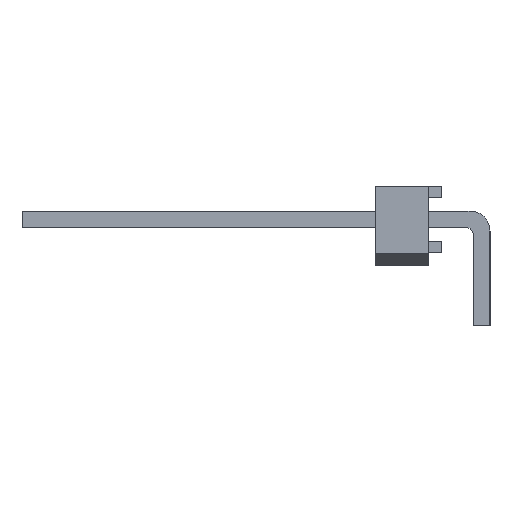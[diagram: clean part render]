
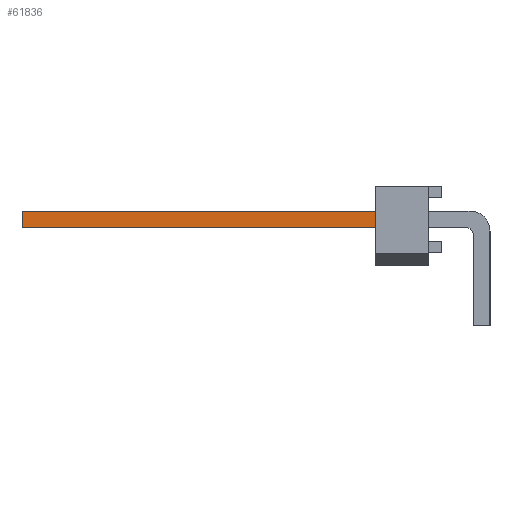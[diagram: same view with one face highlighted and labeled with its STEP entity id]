
A CAD part, left-side view. The second image highlights one B-rep face of the part: STEP entity #61836.
In plain terms, the highlighted face is planar.
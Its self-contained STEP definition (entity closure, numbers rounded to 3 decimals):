
#59269 = VERTEX_POINT('',#59270);
#59270 = CARTESIAN_POINT('',(51.118,17.526,-0.318));
#59276 = EDGE_CURVE('',#59277,#59269,#59279,.T.);
#59277 = VERTEX_POINT('',#59278);
#59278 = CARTESIAN_POINT('',(51.118,2.921,-0.318));
#59279 = LINE('',#59280,#59281);
#59280 = CARTESIAN_POINT('',(51.118,0.445,-0.318));
#59281 = VECTOR('',#59282,1.);
#59282 = DIRECTION('',(0.,1.,0.));
#60909 = VERTEX_POINT('',#60910);
#60910 = CARTESIAN_POINT('',(51.118,2.921,0.318));
#60916 = EDGE_CURVE('',#60917,#60909,#60919,.T.);
#60917 = VERTEX_POINT('',#60918);
#60918 = CARTESIAN_POINT('',(51.118,17.526,0.318));
#60919 = LINE('',#60920,#60921);
#60920 = CARTESIAN_POINT('',(51.118,17.526,0.318));
#60921 = VECTOR('',#60922,1.);
#60922 = DIRECTION('',(0.,-1.,0.));
#61825 = EDGE_CURVE('',#59269,#60917,#61826,.T.);
#61826 = LINE('',#61827,#61828);
#61827 = CARTESIAN_POINT('',(51.118,17.526,-0.318));
#61828 = VECTOR('',#61829,1.);
#61829 = DIRECTION('',(0.,0.,1.));
#61836 = ADVANCED_FACE('',(#61837),#61848,.T.);
#61837 = FACE_BOUND('',#61838,.T.);
#61838 = EDGE_LOOP('',(#61839,#61840,#61846,#61847));
#61839 = ORIENTED_EDGE('',*,*,#60916,.T.);
#61840 = ORIENTED_EDGE('',*,*,#61841,.T.);
#61841 = EDGE_CURVE('',#60909,#59277,#61842,.T.);
#61842 = LINE('',#61843,#61844);
#61843 = CARTESIAN_POINT('',(51.118,2.921,0.445));
#61844 = VECTOR('',#61845,1.);
#61845 = DIRECTION('',(0.,0.,-1.));
#61846 = ORIENTED_EDGE('',*,*,#59276,.T.);
#61847 = ORIENTED_EDGE('',*,*,#61825,.T.);
#61848 = PLANE('',#61849);
#61849 = AXIS2_PLACEMENT_3D('',#61850,#61851,#61852);
#61850 = CARTESIAN_POINT('',(51.118,0.445,0.445));
#61851 = DIRECTION('',(1.,0.,0.));
#61852 = DIRECTION('',(0.,0.,-1.));
